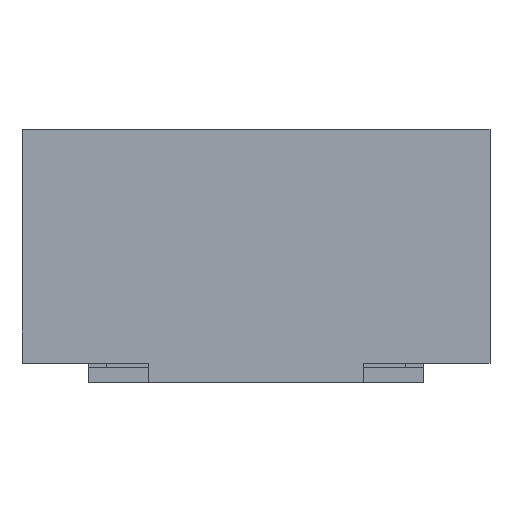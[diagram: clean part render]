
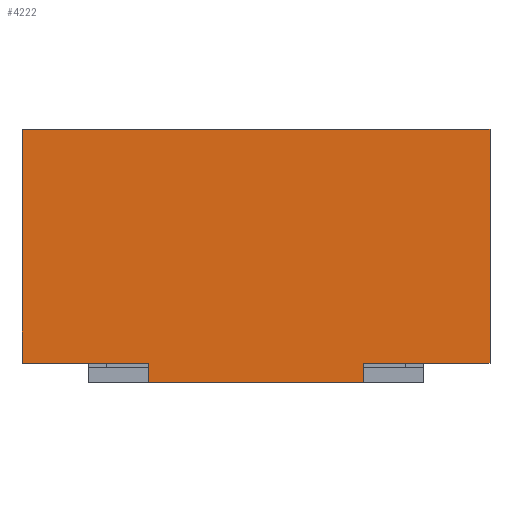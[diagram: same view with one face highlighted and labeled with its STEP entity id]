
A CAD part, top view. The second image highlights one B-rep face of the part: STEP entity #4222.
In plain terms, the highlighted planar face has unit normal (0, 0, 1).
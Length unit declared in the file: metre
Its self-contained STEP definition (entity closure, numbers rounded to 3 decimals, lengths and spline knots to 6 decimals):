
#314=ORIENTED_EDGE('',*,*,#1565,.T.);
#315=ORIENTED_EDGE('',*,*,#1566,.F.);
#316=ORIENTED_EDGE('',*,*,#1560,.F.);
#317=ORIENTED_EDGE('',*,*,#1567,.T.);
#318=ORIENTED_EDGE('',*,*,#1568,.T.);
#319=ORIENTED_EDGE('',*,*,#1569,.F.);
#320=ORIENTED_EDGE('',*,*,#1570,.F.);
#321=ORIENTED_EDGE('',*,*,#1571,.T.);
#1560=EDGE_CURVE('',#2185,#2186,#2606,.T.);
#1565=EDGE_CURVE('',#2190,#2191,#2611,.T.);
#1566=EDGE_CURVE('',#2186,#2191,#2612,.T.);
#1567=EDGE_CURVE('',#2185,#2192,#2613,.T.);
#1568=EDGE_CURVE('',#2192,#2193,#2614,.T.);
#1569=EDGE_CURVE('',#2194,#2193,#2615,.T.);
#1570=EDGE_CURVE('',#2195,#2194,#2616,.T.);
#1571=EDGE_CURVE('',#2195,#2190,#2617,.T.);
#2185=VERTEX_POINT('',#6074);
#2186=VERTEX_POINT('',#6076);
#2190=VERTEX_POINT('',#6086);
#2191=VERTEX_POINT('',#6087);
#2192=VERTEX_POINT('',#6090);
#2193=VERTEX_POINT('',#6092);
#2194=VERTEX_POINT('',#6094);
#2195=VERTEX_POINT('',#6096);
#2606=LINE('',#6075,#3062);
#2611=LINE('',#6085,#3067);
#2612=LINE('',#6088,#3068);
#2613=LINE('',#6089,#3069);
#2614=LINE('',#6091,#3070);
#2615=LINE('',#6093,#3071);
#2616=LINE('',#6095,#3072);
#2617=LINE('',#6097,#3073);
#3062=VECTOR('',#4927,1.);
#3067=VECTOR('',#4934,1.);
#3068=VECTOR('',#4935,1.);
#3069=VECTOR('',#4936,1.);
#3070=VECTOR('',#4937,1.);
#3071=VECTOR('',#4938,1.);
#3072=VECTOR('',#4939,1.);
#3073=VECTOR('',#4940,1.);
#3485=EDGE_LOOP('',(#314,#315,#316,#317,#318,#319,#320,#321));
#3771=FACE_BOUND('',#3485,.T.);
#4057=PLANE('',#4547);
#4222=ADVANCED_FACE('',(#3771),#4057,.T.);
#4547=AXIS2_PLACEMENT_3D('',#6084,#4932,#4933);
#4927=DIRECTION('',(-1.,0.,0.));
#4932=DIRECTION('',(0.,0.,1.));
#4933=DIRECTION('',(1.,0.,0.));
#4934=DIRECTION('',(1.,0.,0.));
#4935=DIRECTION('',(0.,1.,0.));
#4936=DIRECTION('',(0.,1.,0.));
#4937=DIRECTION('',(1.,0.,0.));
#4938=DIRECTION('',(0.,-1.,0.));
#4939=DIRECTION('',(1.,0.,0.));
#4940=DIRECTION('',(0.,-1.,0.));
#6074=CARTESIAN_POINT('',(0.0363,-0.0443,0.016));
#6075=CARTESIAN_POINT('',(0.,-0.0443,0.016));
#6076=CARTESIAN_POINT('',(-0.0363,-0.0443,0.016));
#6084=CARTESIAN_POINT('',(0.,-0.00325,0.016));
#6085=CARTESIAN_POINT('',(0.,-0.0378,0.016));
#6086=CARTESIAN_POINT('',(-0.0787,-0.0378,0.016));
#6087=CARTESIAN_POINT('',(-0.0363,-0.0378,0.016));
#6088=CARTESIAN_POINT('',(-0.0363,-0.04105,0.016));
#6089=CARTESIAN_POINT('',(0.0363,-0.04105,0.016));
#6090=CARTESIAN_POINT('',(0.0363,-0.0378,0.016));
#6091=CARTESIAN_POINT('',(0.054,-0.0378,0.016));
#6092=CARTESIAN_POINT('',(0.0787,-0.0378,0.016));
#6093=CARTESIAN_POINT('',(0.0787,0.,0.016));
#6094=CARTESIAN_POINT('',(0.0787,0.0408,0.016));
#6095=CARTESIAN_POINT('',(0.,0.0408,0.016));
#6096=CARTESIAN_POINT('',(-0.0787,0.0408,0.016));
#6097=CARTESIAN_POINT('',(-0.0787,0.,0.016));
